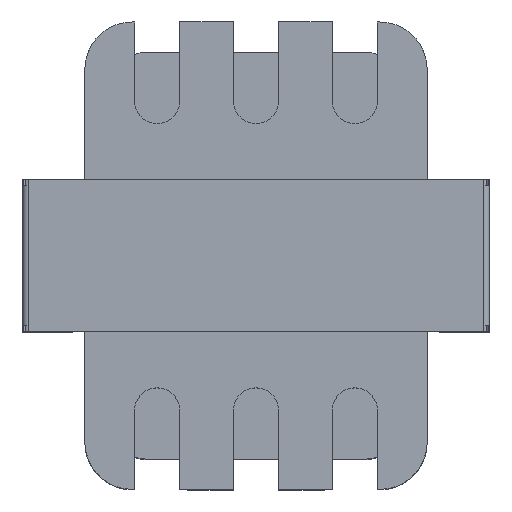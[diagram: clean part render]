
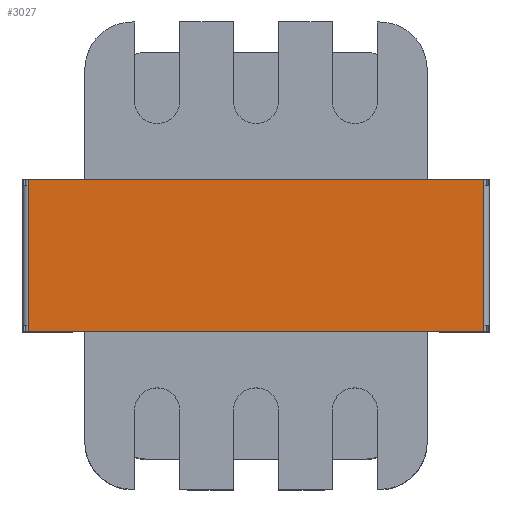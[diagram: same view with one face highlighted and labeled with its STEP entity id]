
A CAD part, top view. The second image highlights one B-rep face of the part: STEP entity #3027.
In plain terms, the highlighted planar face has unit normal (0, 0, 1).
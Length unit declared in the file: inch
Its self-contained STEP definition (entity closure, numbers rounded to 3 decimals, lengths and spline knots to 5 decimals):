
#239=FACE_OUTER_BOUND('',#407,.T.);
#407=EDGE_LOOP('',(#2343,#2344,#2345,#2346));
#681=LINE('',#4745,#1029);
#689=LINE('',#4765,#1037);
#692=LINE('',#4773,#1040);
#693=LINE('',#4774,#1041);
#1029=VECTOR('',#3822,0.3937);
#1037=VECTOR('',#3838,0.3937);
#1040=VECTOR('',#3845,0.3937);
#1041=VECTOR('',#3846,0.3937);
#1361=VERTEX_POINT('',#4742);
#1362=VERTEX_POINT('',#4744);
#1370=VERTEX_POINT('',#4764);
#1373=VERTEX_POINT('',#4772);
#1721=EDGE_CURVE('',#1361,#1362,#681,.T.);
#1731=EDGE_CURVE('',#1362,#1370,#689,.T.);
#1735=EDGE_CURVE('',#1373,#1361,#692,.T.);
#1736=EDGE_CURVE('',#1370,#1373,#693,.T.);
#2343=ORIENTED_EDGE('',*,*,#1721,.F.);
#2344=ORIENTED_EDGE('',*,*,#1735,.F.);
#2345=ORIENTED_EDGE('',*,*,#1736,.F.);
#2346=ORIENTED_EDGE('',*,*,#1731,.F.);
#2880=PLANE('',#3269);
#3027=ADVANCED_FACE('',(#239),#2880,.T.);
#3269=AXIS2_PLACEMENT_3D('',#4771,#3843,#3844);
#3822=DIRECTION('',(0.,1.,0.));
#3838=DIRECTION('',(1.,0.,0.));
#3843=DIRECTION('center_axis',(0.,0.,1.));
#3844=DIRECTION('ref_axis',(-1.,0.,0.));
#3845=DIRECTION('',(-1.,0.,0.));
#3846=DIRECTION('',(0.,-1.,0.));
#4742=CARTESIAN_POINT('',(-0.288,-0.09617,0.5));
#4744=CARTESIAN_POINT('',(-0.288,0.09617,0.5));
#4745=CARTESIAN_POINT('',(-0.288,-0.04809,0.5));
#4764=CARTESIAN_POINT('',(0.288,0.09617,0.5));
#4765=CARTESIAN_POINT('',(-0.2955,0.09617,0.5));
#4771=CARTESIAN_POINT('Origin',(0.,0.,0.5));
#4772=CARTESIAN_POINT('',(0.288,-0.09617,0.5));
#4773=CARTESIAN_POINT('',(0.2955,-0.09617,0.5));
#4774=CARTESIAN_POINT('',(0.288,0.04809,0.5));
